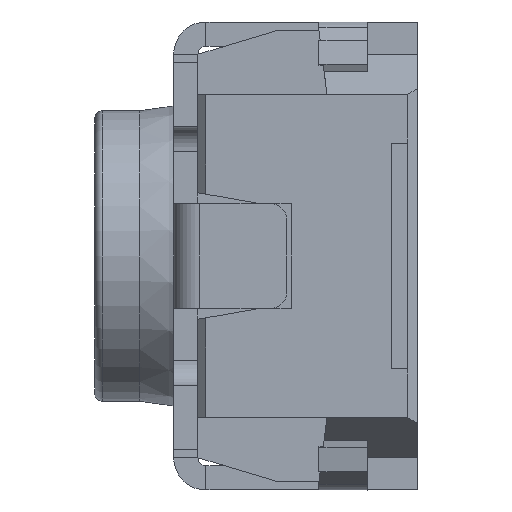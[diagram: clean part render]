
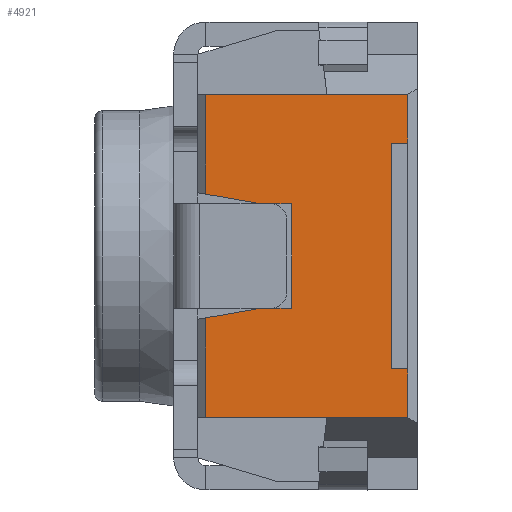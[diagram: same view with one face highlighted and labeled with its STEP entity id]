
A CAD part, left-side view. The second image highlights one B-rep face of the part: STEP entity #4921.
In plain terms, the highlighted planar face has unit normal (-1, 0, 0).
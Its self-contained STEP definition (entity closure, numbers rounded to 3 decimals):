
#52=PLANE('',#5230);
#262=LINE('',#6932,#910);
#266=LINE('',#6940,#914);
#286=LINE('',#6995,#934);
#290=LINE('',#7003,#938);
#377=LINE('',#7229,#1025);
#378=LINE('',#7231,#1026);
#379=LINE('',#7233,#1027);
#380=LINE('',#7234,#1028);
#381=LINE('',#7236,#1029);
#382=LINE('',#7238,#1030);
#383=LINE('',#7239,#1031);
#384=LINE('',#7241,#1032);
#385=LINE('',#7243,#1033);
#386=LINE('',#7244,#1034);
#387=LINE('',#7246,#1035);
#388=LINE('',#7247,#1036);
#910=VECTOR('',#5569,1000.);
#914=VECTOR('',#5573,1000.);
#934=VECTOR('',#5611,1000.);
#938=VECTOR('',#5615,1000.);
#1025=VECTOR('',#5760,1000.);
#1026=VECTOR('',#5761,1000.);
#1027=VECTOR('',#5762,1000.);
#1028=VECTOR('',#5763,1000.);
#1029=VECTOR('',#5764,1000.);
#1030=VECTOR('',#5765,1000.);
#1031=VECTOR('',#5766,1000.);
#1032=VECTOR('',#5767,1000.);
#1033=VECTOR('',#5768,1000.);
#1034=VECTOR('',#5769,1000.);
#1035=VECTOR('',#5770,1000.);
#1036=VECTOR('',#5771,1000.);
#1625=FACE_OUTER_BOUND('',#1899,.T.);
#1899=EDGE_LOOP('',(#3565,#3566,#3567,#3568,#3569,#3570,#3571,#3572,#3573,
#3574,#3575,#3576,#3577,#3578,#3579,#3580));
#2230=VERTEX_POINT('',#6930);
#2231=VERTEX_POINT('',#6931);
#2234=VERTEX_POINT('',#6937);
#2235=VERTEX_POINT('',#6939);
#2259=VERTEX_POINT('',#6991);
#2261=VERTEX_POINT('',#6994);
#2264=VERTEX_POINT('',#7000);
#2265=VERTEX_POINT('',#7002);
#2359=VERTEX_POINT('',#7228);
#2360=VERTEX_POINT('',#7230);
#2361=VERTEX_POINT('',#7232);
#2362=VERTEX_POINT('',#7235);
#2363=VERTEX_POINT('',#7237);
#2364=VERTEX_POINT('',#7240);
#2365=VERTEX_POINT('',#7242);
#2366=VERTEX_POINT('',#7245);
#2685=EDGE_CURVE('',#2230,#2231,#262,.T.);
#2689=EDGE_CURVE('',#2235,#2234,#266,.T.);
#2715=EDGE_CURVE('',#2259,#2261,#286,.T.);
#2719=EDGE_CURVE('',#2264,#2265,#290,.T.);
#2818=EDGE_CURVE('',#2230,#2359,#377,.T.);
#2819=EDGE_CURVE('',#2231,#2360,#378,.T.);
#2820=EDGE_CURVE('',#2360,#2361,#379,.T.);
#2821=EDGE_CURVE('',#2235,#2361,#380,.T.);
#2822=EDGE_CURVE('',#2234,#2362,#381,.T.);
#2823=EDGE_CURVE('',#2363,#2362,#382,.T.);
#2824=EDGE_CURVE('',#2363,#2261,#383,.T.);
#2825=EDGE_CURVE('',#2364,#2259,#384,.T.);
#2826=EDGE_CURVE('',#2364,#2365,#385,.T.);
#2827=EDGE_CURVE('',#2265,#2365,#386,.T.);
#2828=EDGE_CURVE('',#2366,#2264,#387,.T.);
#2829=EDGE_CURVE('',#2366,#2359,#388,.T.);
#3565=ORIENTED_EDGE('',*,*,#2818,.F.);
#3566=ORIENTED_EDGE('',*,*,#2685,.T.);
#3567=ORIENTED_EDGE('',*,*,#2819,.T.);
#3568=ORIENTED_EDGE('',*,*,#2820,.T.);
#3569=ORIENTED_EDGE('',*,*,#2821,.F.);
#3570=ORIENTED_EDGE('',*,*,#2689,.T.);
#3571=ORIENTED_EDGE('',*,*,#2822,.T.);
#3572=ORIENTED_EDGE('',*,*,#2823,.F.);
#3573=ORIENTED_EDGE('',*,*,#2824,.T.);
#3574=ORIENTED_EDGE('',*,*,#2715,.F.);
#3575=ORIENTED_EDGE('',*,*,#2825,.F.);
#3576=ORIENTED_EDGE('',*,*,#2826,.T.);
#3577=ORIENTED_EDGE('',*,*,#2827,.F.);
#3578=ORIENTED_EDGE('',*,*,#2719,.F.);
#3579=ORIENTED_EDGE('',*,*,#2828,.F.);
#3580=ORIENTED_EDGE('',*,*,#2829,.T.);
#4921=ADVANCED_FACE('',(#1625),#52,.F.);
#5230=AXIS2_PLACEMENT_3D('',#7227,#5758,#5759);
#5569=DIRECTION('',(0.,-1.,0.));
#5573=DIRECTION('',(0.,1.,0.));
#5611=DIRECTION('',(0.,0.,-1.));
#5615=DIRECTION('',(0.,0.,-1.));
#5758=DIRECTION('center_axis',(1.,0.,0.));
#5759=DIRECTION('ref_axis',(0.,0.,1.));
#5760=DIRECTION('',(0.,0.985,0.174));
#5761=DIRECTION('',(0.,-1.,0.));
#5762=DIRECTION('',(0.,0.,-1.));
#5763=DIRECTION('',(0.,-1.,0.));
#5764=DIRECTION('',(0.,0.985,-0.174));
#5765=DIRECTION('',(0.,0.,1.));
#5766=DIRECTION('',(0.,-1.,0.));
#5767=DIRECTION('',(0.,-1.,0.));
#5768=DIRECTION('',(0.,0.,1.));
#5769=DIRECTION('',(0.,1.,0.));
#5770=DIRECTION('',(0.,-1.,0.));
#5771=DIRECTION('',(0.,0.,-1.));
#6930=CARTESIAN_POINT('',(-1.95,0.98,0.325));
#6931=CARTESIAN_POINT('',(-1.95,0.91,0.325));
#6932=CARTESIAN_POINT('',(-1.95,0.78,0.325));
#6937=CARTESIAN_POINT('',(-1.95,0.98,-0.325));
#6939=CARTESIAN_POINT('',(-1.95,0.91,-0.325));
#6940=CARTESIAN_POINT('',(-1.95,0.78,-0.325));
#6991=CARTESIAN_POINT('',(-1.95,0.06,-0.7));
#6994=CARTESIAN_POINT('',(-1.95,0.06,-1.));
#6995=CARTESIAN_POINT('',(-1.95,0.06,-1.));
#7000=CARTESIAN_POINT('',(-1.95,0.06,1.));
#7002=CARTESIAN_POINT('',(-1.95,0.06,0.7));
#7003=CARTESIAN_POINT('',(-1.95,0.06,-1.));
#7227=CARTESIAN_POINT('Origin',(-1.95,0.78,-1.25));
#7228=CARTESIAN_POINT('',(-1.95,1.31,0.383));
#7229=CARTESIAN_POINT('',(-1.95,0.98,0.325));
#7230=CARTESIAN_POINT('',(-1.95,0.78,0.325));
#7231=CARTESIAN_POINT('',(-1.95,1.36,0.325));
#7232=CARTESIAN_POINT('',(-1.95,0.78,-0.325));
#7233=CARTESIAN_POINT('',(-1.95,0.78,-1.25));
#7234=CARTESIAN_POINT('',(-1.95,1.36,-0.325));
#7235=CARTESIAN_POINT('',(-1.95,1.31,-0.383));
#7236=CARTESIAN_POINT('',(-1.95,0.98,-0.325));
#7237=CARTESIAN_POINT('',(-1.95,1.31,-1.));
#7238=CARTESIAN_POINT('',(-1.95,1.31,-1.25));
#7239=CARTESIAN_POINT('',(-1.95,0.56,-1.));
#7240=CARTESIAN_POINT('',(-1.95,0.16,-0.7));
#7241=CARTESIAN_POINT('',(-1.95,0.78,-0.7));
#7242=CARTESIAN_POINT('',(-1.95,0.16,0.7));
#7243=CARTESIAN_POINT('',(-1.95,0.16,-1.25));
#7244=CARTESIAN_POINT('',(-1.95,0.78,0.7));
#7245=CARTESIAN_POINT('',(-1.95,1.31,1.));
#7246=CARTESIAN_POINT('',(-1.95,0.56,1.));
#7247=CARTESIAN_POINT('',(-1.95,1.31,1.25));
